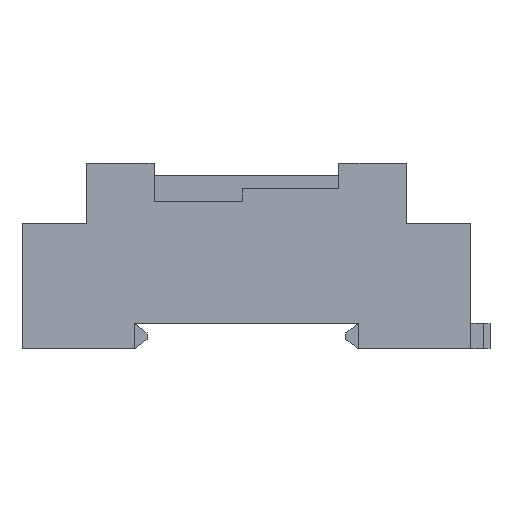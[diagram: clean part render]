
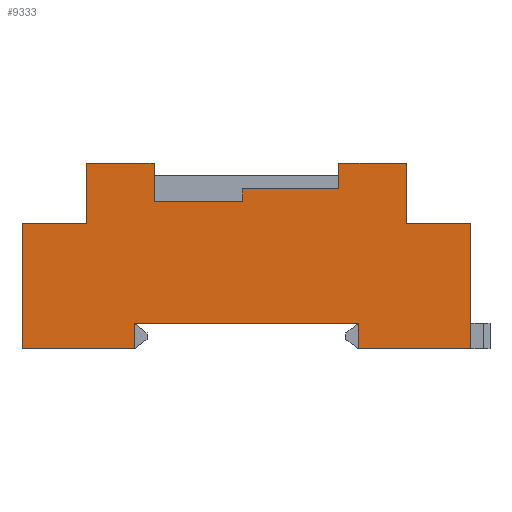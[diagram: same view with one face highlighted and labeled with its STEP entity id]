
A CAD part, left-side view. The second image highlights one B-rep face of the part: STEP entity #9333.
In plain terms, the highlighted planar face has unit normal (-1, 0, 0).
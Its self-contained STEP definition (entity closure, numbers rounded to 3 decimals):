
#28 = VERTEX_POINT ( 'NONE', #2762 ) ;
#58 = LINE ( 'NONE', #2333, #4779 ) ;
#71 = EDGE_CURVE ( 'NONE', #1370, #2142, #7056, .T. ) ;
#158 = VERTEX_POINT ( 'NONE', #8057 ) ;
#241 = VERTEX_POINT ( 'NONE', #3802 ) ;
#353 = VECTOR ( 'NONE', #2403, 1000. ) ;
#429 = CARTESIAN_POINT ( 'NONE',  ( -7.9, 19., 4. ) ) ;
#456 = CARTESIAN_POINT ( 'NONE',  ( -7.9, 19., 0. ) ) ;
#473 = VECTOR ( 'NONE', #7507, 1000. ) ;
#488 = CARTESIAN_POINT ( 'NONE',  ( -7.9, -36.5, 0. ) ) ;
#550 = DIRECTION ( 'NONE',  ( 0., 0., -1. ) ) ;
#615 = VERTEX_POINT ( 'NONE', #8488 ) ;
#647 = VERTEX_POINT ( 'NONE', #456 ) ;
#655 = ORIENTED_EDGE ( 'NONE', *, *, #6375, .F. ) ;
#694 = FACE_OUTER_BOUND ( 'NONE', #8408, .T. ) ;
#765 = CARTESIAN_POINT ( 'NONE',  ( -7.9, 2.1, 23. ) ) ;
#858 = CARTESIAN_POINT ( 'NONE',  ( -7.9, -36.5, 29. ) ) ;
#925 = LINE ( 'NONE', #6639, #473 ) ;
#1014 = VECTOR ( 'NONE', #550, 1000. ) ;
#1226 = CARTESIAN_POINT ( 'NONE',  ( -7.9, -23.5, 29. ) ) ;
#1324 = ORIENTED_EDGE ( 'NONE', *, *, #1459, .F. ) ;
#1340 = EDGE_CURVE ( 'NONE', #5478, #3875, #1625, .T. ) ;
#1370 = VERTEX_POINT ( 'NONE', #4936 ) ;
#1405 = EDGE_CURVE ( 'NONE', #7645, #1370, #2316, .T. ) ;
#1459 = EDGE_CURVE ( 'NONE', #1687, #9034, #4510, .T. ) ;
#1482 = ORIENTED_EDGE ( 'NONE', *, *, #2744, .F. ) ;
#1625 = LINE ( 'NONE', #3526, #7264 ) ;
#1687 = VERTEX_POINT ( 'NONE', #6476 ) ;
#1756 = EDGE_CURVE ( 'NONE', #615, #3122, #4965, .T. ) ;
#1894 = VECTOR ( 'NONE', #5563, 1000. ) ;
#2005 = EDGE_CURVE ( 'NONE', #28, #3875, #925, .T. ) ;
#2070 = VECTOR ( 'NONE', #4819, 1000. ) ;
#2142 = VERTEX_POINT ( 'NONE', #1226 ) ;
#2206 = EDGE_CURVE ( 'NONE', #8297, #8071, #3346, .T. ) ;
#2253 = DIRECTION ( 'NONE',  ( 0., -1., 0. ) ) ;
#2277 = DIRECTION ( 'NONE',  ( 0., 0., 1. ) ) ;
#2316 = LINE ( 'NONE', #7294, #8978 ) ;
#2333 = CARTESIAN_POINT ( 'NONE',  ( -7.9, -23.5, 19.5 ) ) ;
#2403 = DIRECTION ( 'NONE',  ( 0., 0., 1. ) ) ;
#2494 = VECTOR ( 'NONE', #8970, 1000. ) ;
#2507 = LINE ( 'NONE', #5217, #8140 ) ;
#2515 = LINE ( 'NONE', #488, #6525 ) ;
#2682 = EDGE_CURVE ( 'NONE', #3122, #647, #2515, .T. ) ;
#2744 = EDGE_CURVE ( 'NONE', #9034, #647, #7339, .T. ) ;
#2762 = CARTESIAN_POINT ( 'NONE',  ( -7.9, -33.5, 19.5 ) ) ;
#2800 = DIRECTION ( 'NONE',  ( 0., 0., 1. ) ) ;
#2890 = ORIENTED_EDGE ( 'NONE', *, *, #9473, .F. ) ;
#2955 = LINE ( 'NONE', #6281, #5594 ) ;
#2996 = ORIENTED_EDGE ( 'NONE', *, *, #2206, .F. ) ;
#3045 = DIRECTION ( 'NONE',  ( 0., 0., -1. ) ) ;
#3122 = VERTEX_POINT ( 'NONE', #5447 ) ;
#3346 = LINE ( 'NONE', #8105, #8033 ) ;
#3526 = CARTESIAN_POINT ( 'NONE',  ( -7.9, -36.5, 0. ) ) ;
#3586 = DIRECTION ( 'NONE',  ( 0., -1., 0. ) ) ;
#3703 = CARTESIAN_POINT ( 'NONE',  ( -7.9, -36.5, 29. ) ) ;
#3727 = ORIENTED_EDGE ( 'NONE', *, *, #2682, .T. ) ;
#3801 = DIRECTION ( 'NONE',  ( 1., 0., 0. ) ) ;
#3802 = CARTESIAN_POINT ( 'NONE',  ( -7.9, -23.5, 19.5 ) ) ;
#3811 = LINE ( 'NONE', #4447, #6215 ) ;
#3875 = VERTEX_POINT ( 'NONE', #8519 ) ;
#3945 = ORIENTED_EDGE ( 'NONE', *, *, #9229, .T. ) ;
#4097 = CARTESIAN_POINT ( 'NONE',  ( -7.9, 26.5, 29. ) ) ;
#4192 = DIRECTION ( 'NONE',  ( 0., 0., -1. ) ) ;
#4216 = ORIENTED_EDGE ( 'NONE', *, *, #7005, .F. ) ;
#4341 = LINE ( 'NONE', #7254, #5370 ) ;
#4366 = CARTESIAN_POINT ( 'NONE',  ( -7.9, 2.1, 25. ) ) ;
#4447 = CARTESIAN_POINT ( 'NONE',  ( -7.9, 15.9, 23. ) ) ;
#4453 = LINE ( 'NONE', #4844, #1894 ) ;
#4510 = LINE ( 'NONE', #7063, #2070 ) ;
#4525 = ORIENTED_EDGE ( 'NONE', *, *, #71, .F. ) ;
#4779 = VECTOR ( 'NONE', #9175, 1000. ) ;
#4802 = EDGE_CURVE ( 'NONE', #6779, #7645, #2507, .T. ) ;
#4819 = DIRECTION ( 'NONE',  ( 0., 1., 0. ) ) ;
#4823 = CARTESIAN_POINT ( 'NONE',  ( -7.9, -12.9, 25. ) ) ;
#4844 = CARTESIAN_POINT ( 'NONE',  ( -7.9, -16., 4. ) ) ;
#4912 = VERTEX_POINT ( 'NONE', #4097 ) ;
#4936 = CARTESIAN_POINT ( 'NONE',  ( -7.9, -12.9, 29. ) ) ;
#4965 = LINE ( 'NONE', #8784, #8510 ) ;
#5000 = CARTESIAN_POINT ( 'NONE',  ( -7.9, 19., 0. ) ) ;
#5217 = CARTESIAN_POINT ( 'NONE',  ( -7.9, -12.9, 25. ) ) ;
#5237 = ORIENTED_EDGE ( 'NONE', *, *, #1340, .T. ) ;
#5370 = VECTOR ( 'NONE', #3586, 1000. ) ;
#5447 = CARTESIAN_POINT ( 'NONE',  ( -7.9, 36.5, 0. ) ) ;
#5462 = LINE ( 'NONE', #5686, #6584 ) ;
#5478 = VERTEX_POINT ( 'NONE', #7670 ) ;
#5517 = ORIENTED_EDGE ( 'NONE', *, *, #4802, .F. ) ;
#5561 = DIRECTION ( 'NONE',  ( 0., -1., 0. ) ) ;
#5563 = DIRECTION ( 'NONE',  ( 0., 0., 1. ) ) ;
#5594 = VECTOR ( 'NONE', #5561, 1000. ) ;
#5686 = CARTESIAN_POINT ( 'NONE',  ( -7.9, -23.5, 29. ) ) ;
#5763 = VERTEX_POINT ( 'NONE', #8688 ) ;
#5988 = CARTESIAN_POINT ( 'NONE',  ( -7.9, 26.5, 19.5 ) ) ;
#6044 = PLANE ( 'NONE',  #6074 ) ;
#6074 = AXIS2_PLACEMENT_3D ( 'NONE', #858, #3801, #3045 ) ;
#6161 = EDGE_CURVE ( 'NONE', #158, #4912, #7772, .T. ) ;
#6215 = VECTOR ( 'NONE', #2277, 1000. ) ;
#6262 = DIRECTION ( 'NONE',  ( 0., -1., 0. ) ) ;
#6281 = CARTESIAN_POINT ( 'NONE',  ( -7.9, -36.5, 29. ) ) ;
#6346 = CARTESIAN_POINT ( 'NONE',  ( -7.9, 15.9, 23. ) ) ;
#6361 = DIRECTION ( 'NONE',  ( 0., -1., 0. ) ) ;
#6375 = EDGE_CURVE ( 'NONE', #615, #158, #4341, .T. ) ;
#6476 = CARTESIAN_POINT ( 'NONE',  ( -7.9, -16., 4. ) ) ;
#6499 = EDGE_CURVE ( 'NONE', #5478, #1687, #4453, .T. ) ;
#6525 = VECTOR ( 'NONE', #6262, 1000. ) ;
#6584 = VECTOR ( 'NONE', #4192, 1000. ) ;
#6590 = VECTOR ( 'NONE', #6609, 1000. ) ;
#6609 = DIRECTION ( 'NONE',  ( 0., -1., 0. ) ) ;
#6639 = CARTESIAN_POINT ( 'NONE',  ( -7.9, -33.5, 19.5 ) ) ;
#6711 = ORIENTED_EDGE ( 'NONE', *, *, #2005, .F. ) ;
#6779 = VERTEX_POINT ( 'NONE', #4366 ) ;
#6913 = ORIENTED_EDGE ( 'NONE', *, *, #9120, .F. ) ;
#7005 = EDGE_CURVE ( 'NONE', #241, #28, #58, .T. ) ;
#7056 = LINE ( 'NONE', #3703, #6590 ) ;
#7063 = CARTESIAN_POINT ( 'NONE',  ( -7.9, 19., 4. ) ) ;
#7233 = DIRECTION ( 'NONE',  ( 0., -1., 0. ) ) ;
#7254 = CARTESIAN_POINT ( 'NONE',  ( -7.9, 36.5, 19.5 ) ) ;
#7264 = VECTOR ( 'NONE', #6361, 1000. ) ;
#7294 = CARTESIAN_POINT ( 'NONE',  ( -7.9, -12.9, 25. ) ) ;
#7339 = LINE ( 'NONE', #5000, #1014 ) ;
#7366 = ORIENTED_EDGE ( 'NONE', *, *, #1756, .T. ) ;
#7370 = ORIENTED_EDGE ( 'NONE', *, *, #7783, .F. ) ;
#7408 = DIRECTION ( 'NONE',  ( 0., 0., -1. ) ) ;
#7507 = DIRECTION ( 'NONE',  ( 0., 0., -1. ) ) ;
#7645 = VERTEX_POINT ( 'NONE', #4823 ) ;
#7670 = CARTESIAN_POINT ( 'NONE',  ( -7.9, -16., 0. ) ) ;
#7772 = LINE ( 'NONE', #5988, #2494 ) ;
#7783 = EDGE_CURVE ( 'NONE', #2142, #241, #5462, .T. ) ;
#7817 = ORIENTED_EDGE ( 'NONE', *, *, #1405, .F. ) ;
#8033 = VECTOR ( 'NONE', #7233, 1000. ) ;
#8057 = CARTESIAN_POINT ( 'NONE',  ( -7.9, 26.5, 19.5 ) ) ;
#8071 = VERTEX_POINT ( 'NONE', #765 ) ;
#8105 = CARTESIAN_POINT ( 'NONE',  ( -7.9, 2.1, 23. ) ) ;
#8140 = VECTOR ( 'NONE', #2253, 1000. ) ;
#8243 = CARTESIAN_POINT ( 'NONE',  ( -7.9, 2.1, 23. ) ) ;
#8297 = VERTEX_POINT ( 'NONE', #6346 ) ;
#8408 = EDGE_LOOP ( 'NONE', ( #2996, #3945, #2890, #9451, #655, #7366, #3727, #1482, #1324, #9363, #5237, #6711, #4216, #7370, #4525, #7817, #5517, #6913 ) ) ;
#8488 = CARTESIAN_POINT ( 'NONE',  ( -7.9, 36.5, 19.5 ) ) ;
#8510 = VECTOR ( 'NONE', #7408, 1000. ) ;
#8519 = CARTESIAN_POINT ( 'NONE',  ( -7.9, -33.5, 0. ) ) ;
#8627 = LINE ( 'NONE', #8243, #353 ) ;
#8688 = CARTESIAN_POINT ( 'NONE',  ( -7.9, 15.9, 29. ) ) ;
#8784 = CARTESIAN_POINT ( 'NONE',  ( -7.9, 36.5, 29. ) ) ;
#8970 = DIRECTION ( 'NONE',  ( 0., 0., 1. ) ) ;
#8978 = VECTOR ( 'NONE', #2800, 1000. ) ;
#9034 = VERTEX_POINT ( 'NONE', #429 ) ;
#9120 = EDGE_CURVE ( 'NONE', #8071, #6779, #8627, .T. ) ;
#9175 = DIRECTION ( 'NONE',  ( 0., -1., 0. ) ) ;
#9229 = EDGE_CURVE ( 'NONE', #8297, #5763, #3811, .T. ) ;
#9333 = ADVANCED_FACE ( 'NONE', ( #694 ), #6044, .F. ) ;
#9363 = ORIENTED_EDGE ( 'NONE', *, *, #6499, .F. ) ;
#9451 = ORIENTED_EDGE ( 'NONE', *, *, #6161, .F. ) ;
#9473 = EDGE_CURVE ( 'NONE', #4912, #5763, #2955, .T. ) ;
